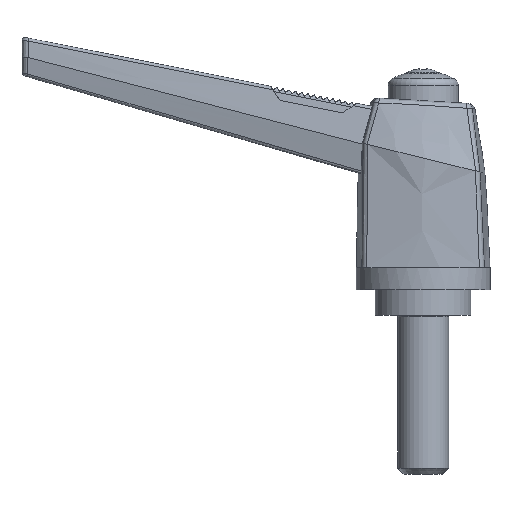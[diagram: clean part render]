
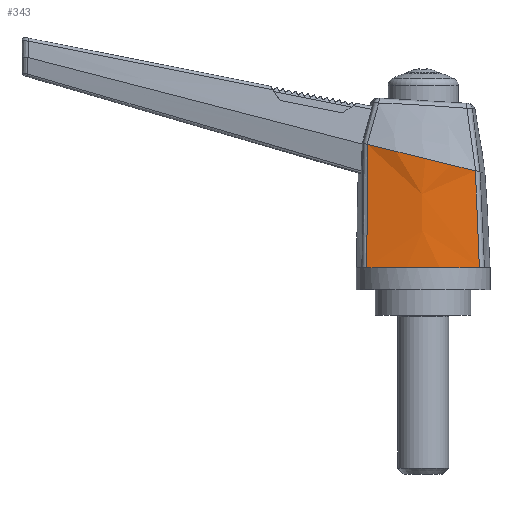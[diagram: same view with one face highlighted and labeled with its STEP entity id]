
A CAD part, front view. The second image highlights one B-rep face of the part: STEP entity #343.
In plain terms, the highlighted free-form (B-spline) face has degree [3, 3] with [6, 4] control points.
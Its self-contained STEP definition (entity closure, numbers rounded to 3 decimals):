
#343 = ADVANCED_FACE( '', ( #767 ), #768, .T. );
#767 = FACE_OUTER_BOUND( '', #2202, .T. );
#768 = B_SPLINE_SURFACE_WITH_KNOTS( '', 3, 3, ( ( #2203, #2204, #2205, #2206 ), ( #2207, #2208, #2209, #2210 ), ( #2211, #2212, #2213, #2214 ), ( #2215, #2216, #2217, #2218 ), ( #2219, #2220, #2221, #2222 ), ( #2223, #2224, #2225, #2226 ) ), .UNSPECIFIED., .F., .F., .F., ( 4, 2, 4 ), ( 4, 4 ), ( 0., 0.5, 1. ), ( 0., 1. ), .UNSPECIFIED. );
#2202 = EDGE_LOOP( '', ( #4338, #4339, #4340, #4341, #4342, #4343 ) );
#2203 = CARTESIAN_POINT( '', ( -9.476, -9.25, 0. ) );
#2204 = CARTESIAN_POINT( '', ( -9.428, -8.983, 6.495 ) );
#2205 = CARTESIAN_POINT( '', ( -9.38, -8.717, 12.99 ) );
#2206 = CARTESIAN_POINT( '', ( -9.333, -8.45, 19.486 ) );
#2207 = CARTESIAN_POINT( '', ( -6.364, -9.914, 0. ) );
#2208 = CARTESIAN_POINT( '', ( -6.392, -9.793, 6.26 ) );
#2209 = CARTESIAN_POINT( '', ( -6.42, -9.671, 12.52 ) );
#2210 = CARTESIAN_POINT( '', ( -6.449, -9.55, 18.779 ) );
#2211 = CARTESIAN_POINT( '', ( -3.182, -10.25, 0. ) );
#2212 = CARTESIAN_POINT( '', ( -3.252, -10.222, 6.01 ) );
#2213 = CARTESIAN_POINT( '', ( -3.322, -10.194, 12.02 ) );
#2214 = CARTESIAN_POINT( '', ( -3.392, -10.167, 18.031 ) );
#2215 = CARTESIAN_POINT( '', ( 3.182, -10.25, 0. ) );
#2216 = CARTESIAN_POINT( '', ( 3.04, -10.291, 5.508 ) );
#2217 = CARTESIAN_POINT( '', ( 2.897, -10.332, 11.017 ) );
#2218 = CARTESIAN_POINT( '', ( 2.755, -10.374, 16.525 ) );
#2219 = CARTESIAN_POINT( '', ( 6.364, -9.914, 0. ) );
#2220 = CARTESIAN_POINT( '', ( 6.19, -9.931, 5.256 ) );
#2221 = CARTESIAN_POINT( '', ( 6.017, -9.947, 10.513 ) );
#2222 = CARTESIAN_POINT( '', ( 5.844, -9.963, 15.769 ) );
#2223 = CARTESIAN_POINT( '', ( 9.476, -9.25, 0. ) );
#2224 = CARTESIAN_POINT( '', ( 9.248, -9.187, 5.016 ) );
#2225 = CARTESIAN_POINT( '', ( 9.02, -9.123, 10.031 ) );
#2226 = CARTESIAN_POINT( '', ( 8.792, -9.06, 15.047 ) );
#4338 = ORIENTED_EDGE( '', *, *, #5241, .F. );
#4339 = ORIENTED_EDGE( '', *, *, #5242, .T. );
#4340 = ORIENTED_EDGE( '', *, *, #5243, .T. );
#4341 = ORIENTED_EDGE( '', *, *, #5083, .T. );
#4342 = ORIENTED_EDGE( '', *, *, #5244, .T. );
#4343 = ORIENTED_EDGE( '', *, *, #5245, .T. );
#5083 = EDGE_CURVE( '', #5614, #5612, #5732, .T. );
#5241 = EDGE_CURVE( '', #5959, #5960, #5961, .T. );
#5242 = EDGE_CURVE( '', #5959, #5962, #5963, .T. );
#5243 = EDGE_CURVE( '', #5962, #5614, #5964, .T. );
#5244 = EDGE_CURVE( '', #5612, #5965, #5966, .T. );
#5245 = EDGE_CURVE( '', #5965, #5960, #5967, .T. );
#5612 = VERTEX_POINT( '', #7065 );
#5614 = VERTEX_POINT( '', #7067 );
#5732 = B_SPLINE_CURVE_WITH_KNOTS( '', 3, ( #7427, #7428, #7429, #7430, #7431, #7432 ), .UNSPECIFIED., .F., .F., ( 4, 2, 4 ), ( 0.364, 0.5, 0.636 ), .UNSPECIFIED. );
#5959 = VERTEX_POINT( '', #8155 );
#5960 = VERTEX_POINT( '', #8156 );
#5961 = B_SPLINE_CURVE_WITH_KNOTS( '', 3, ( #8157, #8158, #8159, #8160, #8161, #8162, #8163, #8164, #8165, #8166 ), .UNSPECIFIED., .F., .F., ( 4, 2, 2, 2, 4 ), ( 0.032, 0.25, 0.5, 0.75, 0.967 ), .UNSPECIFIED. );
#5962 = VERTEX_POINT( '', #8167 );
#5963 = B_SPLINE_CURVE_WITH_KNOTS( '', 3, ( #8168, #8169, #8170, #8171, #8172, #8173 ), .UNSPECIFIED., .F., .F., ( 4, 2, 4 ), ( 0., 0.01, 0.019 ), .UNSPECIFIED. );
#5964 = B_SPLINE_CURVE_WITH_KNOTS( '', 3, ( #8174, #8175, #8176, #8177 ), .UNSPECIFIED., .F., .F., ( 4, 4 ), ( 0.034, 0.364 ), .UNSPECIFIED. );
#5965 = VERTEX_POINT( '', #8178 );
#5966 = B_SPLINE_CURVE_WITH_KNOTS( '', 3, ( #8179, #8180, #8181, #8182 ), .UNSPECIFIED., .F., .F., ( 4, 4 ), ( 0.636, 0.965 ), .UNSPECIFIED. );
#5967 = B_SPLINE_CURVE_WITH_KNOTS( '', 3, ( #8183, #8184, #8185, #8186 ), .UNSPECIFIED., .F., .F., ( 4, 4 ), ( 0., 0.015 ), .UNSPECIFIED. );
#7065 = CARTESIAN_POINT( '', ( 2.588, -10.176, 0. ) );
#7067 = CARTESIAN_POINT( '', ( -2.588, -10.176, 0. ) );
#7427 = CARTESIAN_POINT( '', ( -2.588, -10.176, 0. ) );
#7428 = CARTESIAN_POINT( '', ( -1.726, -10.225, 0. ) );
#7429 = CARTESIAN_POINT( '', ( -0.863, -10.25, 0. ) );
#7430 = CARTESIAN_POINT( '', ( 0.863, -10.25, 0. ) );
#7431 = CARTESIAN_POINT( '', ( 1.726, -10.225, 0. ) );
#7432 = CARTESIAN_POINT( '', ( 2.588, -10.176, 0. ) );
#8155 = CARTESIAN_POINT( '', ( -8.781, -8.654, 19.35 ) );
#8156 = CARTESIAN_POINT( '', ( 8.209, -9.232, 15.19 ) );
#8157 = CARTESIAN_POINT( '', ( -8.781, -8.654, 19.35 ) );
#8158 = CARTESIAN_POINT( '', ( -7.512, -9.108, 19.04 ) );
#8159 = CARTESIAN_POINT( '', ( -6.217, -9.468, 18.723 ) );
#8160 = CARTESIAN_POINT( '', ( -3.385, -10.04, 18.029 ) );
#8161 = CARTESIAN_POINT( '', ( -1.859, -10.218, 17.655 ) );
#8162 = CARTESIAN_POINT( '', ( 1.222, -10.322, 16.901 ) );
#8163 = CARTESIAN_POINT( '', ( 2.756, -10.246, 16.525 ) );
#8164 = CARTESIAN_POINT( '', ( 5.612, -9.867, 15.826 ) );
#8165 = CARTESIAN_POINT( '', ( 6.92, -9.597, 15.505 ) );
#8166 = CARTESIAN_POINT( '', ( 8.209, -9.232, 15.19 ) );
#8167 = CARTESIAN_POINT( '', ( -8.83, -9.383, 0. ) );
#8168 = CARTESIAN_POINT( '', ( -8.781, -8.654, 19.35 ) );
#8169 = CARTESIAN_POINT( '', ( -8.788, -8.777, 16.125 ) );
#8170 = CARTESIAN_POINT( '', ( -8.797, -8.899, 12.9 ) );
#8171 = CARTESIAN_POINT( '', ( -8.813, -9.142, 6.45 ) );
#8172 = CARTESIAN_POINT( '', ( -8.822, -9.263, 3.225 ) );
#8173 = CARTESIAN_POINT( '', ( -8.83, -9.383, 0. ) );
#8174 = CARTESIAN_POINT( '', ( -8.83, -9.383, 0. ) );
#8175 = CARTESIAN_POINT( '', ( -6.771, -9.791, 0. ) );
#8176 = CARTESIAN_POINT( '', ( -4.684, -10.056, 0. ) );
#8177 = CARTESIAN_POINT( '', ( -2.588, -10.176, 0. ) );
#8178 = CARTESIAN_POINT( '', ( 8.83, -9.383, 0. ) );
#8179 = CARTESIAN_POINT( '', ( 2.588, -10.176, 0. ) );
#8180 = CARTESIAN_POINT( '', ( 4.683, -10.056, 0. ) );
#8181 = CARTESIAN_POINT( '', ( 6.771, -9.791, 0. ) );
#8182 = CARTESIAN_POINT( '', ( 8.83, -9.383, 0. ) );
#8183 = CARTESIAN_POINT( '', ( 8.83, -9.383, 0. ) );
#8184 = CARTESIAN_POINT( '', ( 8.622, -9.334, 5.063 ) );
#8185 = CARTESIAN_POINT( '', ( 8.415, -9.283, 10.126 ) );
#8186 = CARTESIAN_POINT( '', ( 8.209, -9.232, 15.19 ) );
